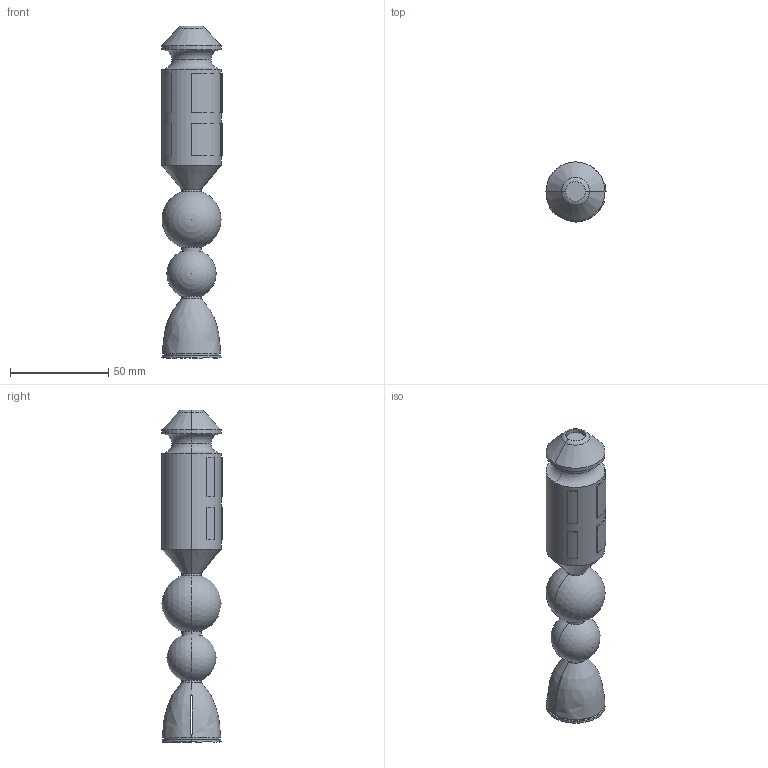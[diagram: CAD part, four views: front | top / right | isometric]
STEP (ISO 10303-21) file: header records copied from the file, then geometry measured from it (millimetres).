
FILE_DESCRIPTION (( 'STEP AP203' ), '1' );
FILE_NAME ('research module.par_Défaut_sldprt.STEP', '2024-03-20T04:11:33', ( '' ), ( '' ), 'SwSTEP 2.0', 'SolidWorks 2022', '' );
FILE_SCHEMA (( 'CONFIG_CONTROL_DESIGN' ));
Length unit declared in the file: millimetre
Products named in the file (1): research module.par_Défaut_sldprt
Bounding box: 30.5 x 30.5 x 168.74 mm (x, y, z)
Volume: 84909.2 mm3; surface area: 17168 mm2
Topology: 1 solids, 1 shells, 70 faces, 172 edges, 104 vertices
Faces by surface type: plane 32, cylinder 20, torus 6, bspline 4, sphere 4, cone 4
Entity records: 2913 total; most frequent: CARTESIAN_POINT 1257, DIRECTION 334, ORIENTED_EDGE 324, EDGE_CURVE 162, AXIS2_PLACEMENT_3D 131, VERTEX_POINT 98, EDGE_LOOP 76, VECTOR 72
